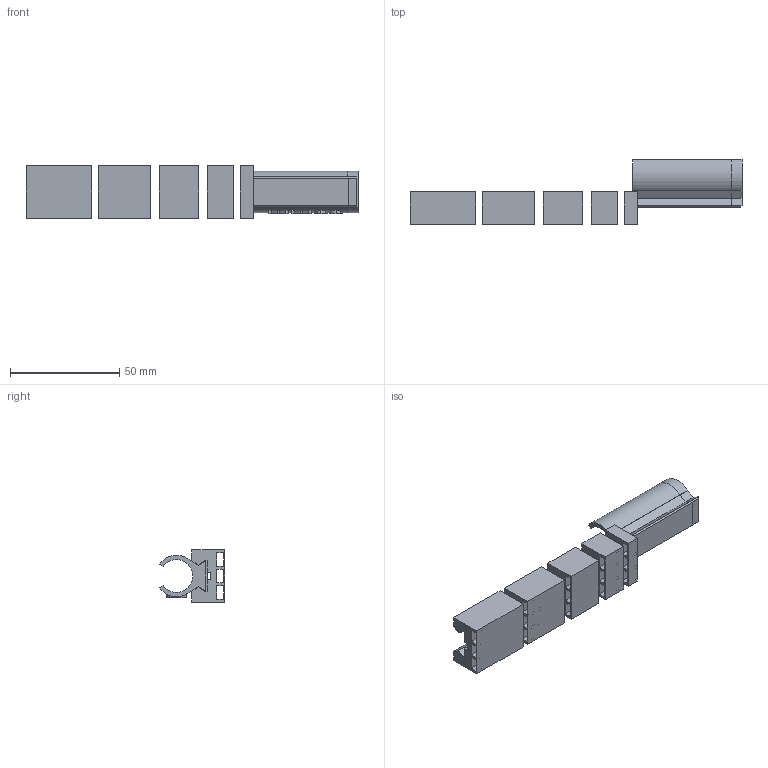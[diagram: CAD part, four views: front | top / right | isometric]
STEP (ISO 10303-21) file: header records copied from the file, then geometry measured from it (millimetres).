
FILE_DESCRIPTION(/* description */ (''),/* implementation_level */ '2;1');
FILE_NAME(/* name */ 'NewTubes.step',/* time_stamp */ '2023-08-21T10:19:12-05:00',/* author */ (''),/* organization */ (''),/* preprocessor_version */ 'ST-DEVELOPER v20',/* originating_system */ 'Autodesk Translation Framework v12.9.0.99',/* authorisation */ '');
FILE_SCHEMA (('AUTOMOTIVE_DESIGN { 1 0 10303 214 3 1 1 }'));
Length unit declared in the file: millimetre
Products named in the file (1): NewTubes
Bounding box: 152 x 29.78 x 24 mm (x, y, z)
Volume: 26745.2 mm3; surface area: 22920.7 mm2
Topology: 7 solids, 7 shells, 869 faces, 2410 edges, 1584 vertices
Faces by surface type: plane 472, bspline 390, cylinder 7
Entity records: 32082 total; most frequent: CARTESIAN_POINT 12478, ORIENTED_EDGE 4820, DIRECTION 2621, EDGE_CURVE 2410, LINE 1599, VECTOR 1599, VERTEX_POINT 1584, EDGE_LOOP 928
